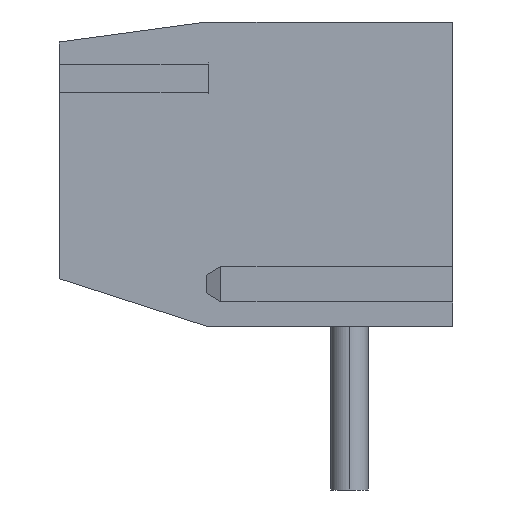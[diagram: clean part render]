
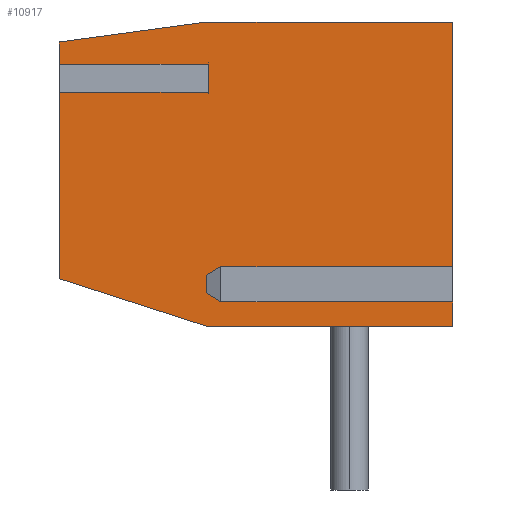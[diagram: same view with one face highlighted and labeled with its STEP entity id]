
A CAD part, left-side view. The second image highlights one B-rep face of the part: STEP entity #10917.
In plain terms, the highlighted planar face has unit normal (-1, 0, 0).
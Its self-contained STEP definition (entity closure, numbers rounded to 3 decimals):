
#6749=CARTESIAN_POINT('',(-30.155,0.,0.));
#6750=VERTEX_POINT('',#6749);
#6760=CARTESIAN_POINT('',(-30.155,0.,-5.325));
#6761=VERTEX_POINT('',#6760);
#6762=CARTESIAN_POINT('',(-30.155,0.,0.));
#6763=DIRECTION('',(0.,0.,-1.));
#6764=VECTOR('',#6763,5.325);
#6765=LINE('',#6762,#6764);
#6766=EDGE_CURVE('',#6750,#6761,#6765,.T.);
#6784=CARTESIAN_POINT('',(-30.155,0.,-5.875));
#6785=VERTEX_POINT('',#6784);
#6792=CARTESIAN_POINT('',(-30.155,0.,-6.5));
#6793=VERTEX_POINT('',#6792);
#6794=CARTESIAN_POINT('',(-30.155,0.,-5.875));
#6795=DIRECTION('',(0.,0.,-1.));
#6796=VECTOR('',#6795,0.625);
#6797=LINE('',#6794,#6796);
#6798=EDGE_CURVE('',#6785,#6793,#6797,.T.);
#7272=CARTESIAN_POINT('',(-30.155,8.4,-0.427));
#7273=VERTEX_POINT('',#7272);
#7283=CARTESIAN_POINT('',(-30.155,5.25,0.));
#7284=VERTEX_POINT('',#7283);
#7285=CARTESIAN_POINT('',(-30.155,8.4,-0.427));
#7286=DIRECTION('',(0.,-0.991,0.134));
#7287=VECTOR('',#7286,3.179);
#7288=LINE('',#7285,#7287);
#7289=EDGE_CURVE('',#7273,#7284,#7288,.T.);
#7317=CARTESIAN_POINT('',(-30.155,5.25,-6.5));
#7318=VERTEX_POINT('',#7317);
#7319=CARTESIAN_POINT('',(-30.155,0.,-6.5));
#7320=DIRECTION('',(0.,1.,0.));
#7321=VECTOR('',#7320,5.25);
#7322=LINE('',#7319,#7321);
#7323=EDGE_CURVE('',#6793,#7318,#7322,.T.);
#7856=CARTESIAN_POINT('',(-30.155,8.4,-5.486));
#7857=VERTEX_POINT('',#7856);
#7867=CARTESIAN_POINT('',(-30.155,8.4,-1.5));
#7868=VERTEX_POINT('',#7867);
#7869=CARTESIAN_POINT('',(-30.155,8.4,-5.486));
#7870=DIRECTION('',(0.,0.,1.));
#7871=VECTOR('',#7870,3.986);
#7872=LINE('',#7869,#7871);
#7873=EDGE_CURVE('',#7857,#7868,#7872,.T.);
#7891=CARTESIAN_POINT('',(-30.155,8.4,-0.9));
#7892=VERTEX_POINT('',#7891);
#7899=CARTESIAN_POINT('',(-30.155,8.4,-0.9));
#7900=DIRECTION('',(0.,0.,1.));
#7901=VECTOR('',#7900,0.473);
#7902=LINE('',#7899,#7901);
#7903=EDGE_CURVE('',#7892,#7273,#7902,.T.);
#8556=CARTESIAN_POINT('',(-30.155,5.25,-6.5));
#8557=DIRECTION('',(0.,0.952,0.307));
#8558=VECTOR('',#8557,3.309);
#8559=LINE('',#8556,#8558);
#8560=EDGE_CURVE('',#7318,#7857,#8559,.T.);
#9601=CARTESIAN_POINT('',(-30.155,5.25,0.));
#9602=DIRECTION('',(0.,-1.,0.));
#9603=VECTOR('',#9602,5.25);
#9604=LINE('',#9601,#9603);
#9605=EDGE_CURVE('',#7284,#6750,#9604,.T.);
#10824=CARTESIAN_POINT('',(-30.155,9.368,-0.664));
#10825=DIRECTION('',(0.,1.,0.));
#10826=DIRECTION('',(-1.,0.,0.));
#10827=AXIS2_PLACEMENT_3D('',#10824,#10826,#10825);
#10828=PLANE('',#10827);
#10829=CARTESIAN_POINT('',(-30.155,5.22,-1.5));
#10830=VERTEX_POINT('',#10829);
#10831=CARTESIAN_POINT('',(-30.155,5.22,-1.5));
#10832=CARTESIAN_POINT('',(-30.155,5.856,-1.5));
#10833=CARTESIAN_POINT('',(-30.155,6.492,-1.5));
#10834=CARTESIAN_POINT('',(-30.155,7.128,-1.5));
#10835=CARTESIAN_POINT('',(-30.155,7.764,-1.5));
#10836=CARTESIAN_POINT('',(-30.155,8.4,-1.5));
#10837=B_SPLINE_CURVE_WITH_KNOTS('',5,(#10831,#10832,#10833,#10834,#10835,#10836),.UNSPECIFIED.,.F.,.U.,(6,6),(0.,3.18),.UNSPECIFIED.);
#10838=EDGE_CURVE('',#10830,#7868,#10837,.T.);
#10839=ORIENTED_EDGE('',*,*,#10838,.T.);
#10840=ORIENTED_EDGE('',*,*,#7873,.F.);
#10841=ORIENTED_EDGE('',*,*,#8560,.F.);
#10842=ORIENTED_EDGE('',*,*,#7323,.F.);
#10843=ORIENTED_EDGE('',*,*,#6798,.F.);
#10844=CARTESIAN_POINT('',(-30.155,4.95,-5.875));
#10845=VERTEX_POINT('',#10844);
#10846=CARTESIAN_POINT('',(-30.155,0.,-5.875));
#10847=CARTESIAN_POINT('',(-30.155,0.99,-5.875));
#10848=CARTESIAN_POINT('',(-30.155,1.98,-5.875));
#10849=CARTESIAN_POINT('',(-30.155,2.97,-5.875));
#10850=CARTESIAN_POINT('',(-30.155,3.96,-5.875));
#10851=CARTESIAN_POINT('',(-30.155,4.95,-5.875));
#10852=B_SPLINE_CURVE_WITH_KNOTS('',5,(#10846,#10847,#10848,#10849,#10850,#10851),.UNSPECIFIED.,.F.,.U.,(6,6),(0.,4.95),.UNSPECIFIED.);
#10853=EDGE_CURVE('',#6785,#10845,#10852,.T.);
#10854=ORIENTED_EDGE('',*,*,#10853,.T.);
#10855=CARTESIAN_POINT('',(-30.155,5.25,-5.722));
#10856=VERTEX_POINT('',#10855);
#10857=CARTESIAN_POINT('',(-30.155,4.95,-5.875));
#10858=CARTESIAN_POINT('',(-30.155,5.01,-5.844));
#10859=CARTESIAN_POINT('',(-30.155,5.07,-5.814));
#10860=CARTESIAN_POINT('',(-30.155,5.13,-5.783));
#10861=CARTESIAN_POINT('',(-30.155,5.19,-5.752));
#10862=CARTESIAN_POINT('',(-30.155,5.25,-5.722));
#10863=B_SPLINE_CURVE_WITH_KNOTS('',5,(#10857,#10858,#10859,#10860,#10861,#10862),.UNSPECIFIED.,.F.,.U.,(6,6),(0.,0.337),.UNSPECIFIED.);
#10864=EDGE_CURVE('',#10845,#10856,#10863,.T.);
#10865=ORIENTED_EDGE('',*,*,#10864,.T.);
#10866=CARTESIAN_POINT('',(-30.155,5.25,-5.478));
#10867=VERTEX_POINT('',#10866);
#10868=CARTESIAN_POINT('',(-30.155,5.25,-5.722));
#10869=DIRECTION('',(0.,0.,1.));
#10870=VECTOR('',#10869,0.244);
#10871=LINE('',#10868,#10870);
#10872=EDGE_CURVE('',#10856,#10867,#10871,.T.);
#10873=ORIENTED_EDGE('',*,*,#10872,.T.);
#10874=CARTESIAN_POINT('',(-30.155,4.95,-5.325));
#10875=VERTEX_POINT('',#10874);
#10876=CARTESIAN_POINT('',(-30.155,5.25,-5.478));
#10877=CARTESIAN_POINT('',(-30.155,5.19,-5.448));
#10878=CARTESIAN_POINT('',(-30.155,5.13,-5.417));
#10879=CARTESIAN_POINT('',(-30.155,5.07,-5.386));
#10880=CARTESIAN_POINT('',(-30.155,5.01,-5.356));
#10881=CARTESIAN_POINT('',(-30.155,4.95,-5.325));
#10882=B_SPLINE_CURVE_WITH_KNOTS('',5,(#10876,#10877,#10878,#10879,#10880,#10881),.UNSPECIFIED.,.F.,.U.,(6,6),(0.,0.337),.UNSPECIFIED.);
#10883=EDGE_CURVE('',#10867,#10875,#10882,.T.);
#10884=ORIENTED_EDGE('',*,*,#10883,.T.);
#10885=CARTESIAN_POINT('',(-30.155,4.95,-5.325));
#10886=CARTESIAN_POINT('',(-30.155,3.96,-5.325));
#10887=CARTESIAN_POINT('',(-30.155,2.97,-5.325));
#10888=CARTESIAN_POINT('',(-30.155,1.98,-5.325));
#10889=CARTESIAN_POINT('',(-30.155,0.99,-5.325));
#10890=CARTESIAN_POINT('',(-30.155,0.,-5.325));
#10891=B_SPLINE_CURVE_WITH_KNOTS('',5,(#10885,#10886,#10887,#10888,#10889,#10890),.UNSPECIFIED.,.F.,.U.,(6,6),(0.,4.95),.UNSPECIFIED.);
#10892=EDGE_CURVE('',#10875,#6761,#10891,.T.);
#10893=ORIENTED_EDGE('',*,*,#10892,.T.);
#10894=ORIENTED_EDGE('',*,*,#6766,.F.);
#10895=ORIENTED_EDGE('',*,*,#9605,.F.);
#10896=ORIENTED_EDGE('',*,*,#7289,.F.);
#10897=ORIENTED_EDGE('',*,*,#7903,.F.);
#10898=CARTESIAN_POINT('',(-30.155,5.22,-0.9));
#10899=VERTEX_POINT('',#10898);
#10900=CARTESIAN_POINT('',(-30.155,8.4,-0.9));
#10901=CARTESIAN_POINT('',(-30.155,7.764,-0.9));
#10902=CARTESIAN_POINT('',(-30.155,7.128,-0.9));
#10903=CARTESIAN_POINT('',(-30.155,6.492,-0.9));
#10904=CARTESIAN_POINT('',(-30.155,5.856,-0.9));
#10905=CARTESIAN_POINT('',(-30.155,5.22,-0.9));
#10906=B_SPLINE_CURVE_WITH_KNOTS('',5,(#10900,#10901,#10902,#10903,#10904,#10905),.UNSPECIFIED.,.F.,.U.,(6,6),(0.,3.18),.UNSPECIFIED.);
#10907=EDGE_CURVE('',#7892,#10899,#10906,.T.);
#10908=ORIENTED_EDGE('',*,*,#10907,.T.);
#10909=CARTESIAN_POINT('',(-30.155,5.22,-0.9));
#10910=DIRECTION('',(0.,0.,-1.));
#10911=VECTOR('',#10910,0.6);
#10912=LINE('',#10909,#10911);
#10913=EDGE_CURVE('',#10899,#10830,#10912,.T.);
#10914=ORIENTED_EDGE('',*,*,#10913,.T.);
#10915=EDGE_LOOP('',(#10839,#10840,#10841,#10842,#10843,#10854,#10865,#10873,#10884,#10893,#10894,#10895,#10896,#10897,#10908,#10914));
#10916=FACE_OUTER_BOUND('',#10915,.T.);
#10917=ADVANCED_FACE('',(#10916),#10828,.T.);
